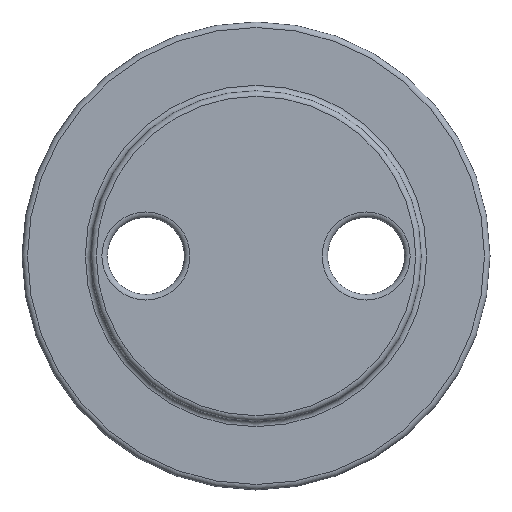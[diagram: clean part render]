
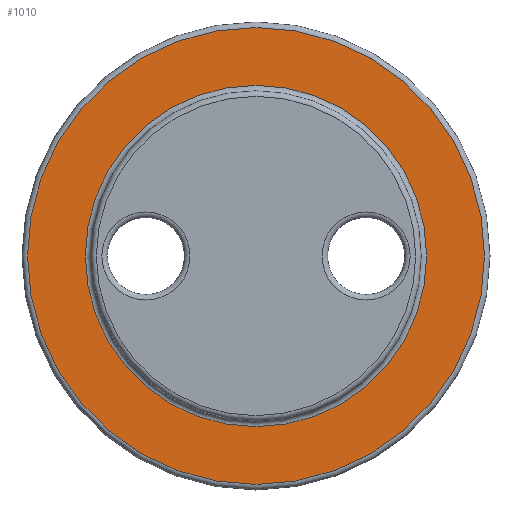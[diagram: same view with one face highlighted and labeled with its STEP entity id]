
A CAD part, front view. The second image highlights one B-rep face of the part: STEP entity #1010.
In plain terms, the highlighted planar face has unit normal (0, -1, 0).
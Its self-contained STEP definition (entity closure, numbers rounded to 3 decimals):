
#15=FACE_BOUND('',#263,.T.);
#22=PLANE('',#1095);
#197=FACE_OUTER_BOUND('',#262,.T.);
#262=EDGE_LOOP('',(#687));
#263=EDGE_LOOP('',(#688));
#334=CIRCLE('',#1090,41.5);
#338=CIRCLE('',#1096,31.);
#426=VERTEX_POINT('',#1629);
#429=VERTEX_POINT('',#1640);
#522=EDGE_CURVE('',#426,#426,#334,.T.);
#527=EDGE_CURVE('',#429,#429,#338,.T.);
#687=ORIENTED_EDGE('',*,*,#522,.F.);
#688=ORIENTED_EDGE('',*,*,#527,.F.);
#1010=ADVANCED_FACE('',(#197,#15),#22,.F.);
#1090=AXIS2_PLACEMENT_3D('',#1631,#1252,#1253);
#1095=AXIS2_PLACEMENT_3D('',#1639,#1263,#1264);
#1096=AXIS2_PLACEMENT_3D('',#1641,#1265,#1266);
#1252=DIRECTION('center_axis',(0.,1.,0.));
#1253=DIRECTION('ref_axis',(1.,0.,0.));
#1263=DIRECTION('center_axis',(0.,1.,0.));
#1264=DIRECTION('ref_axis',(1.,0.,0.));
#1265=DIRECTION('center_axis',(0.,-1.,0.));
#1266=DIRECTION('ref_axis',(1.,0.,0.));
#1629=CARTESIAN_POINT('',(0.,0.,-41.5));
#1631=CARTESIAN_POINT('Origin',(0.,0.,0.));
#1639=CARTESIAN_POINT('Origin',(0.,0.,0.));
#1640=CARTESIAN_POINT('',(0.,0.,-31.));
#1641=CARTESIAN_POINT('Origin',(0.,0.,0.));
